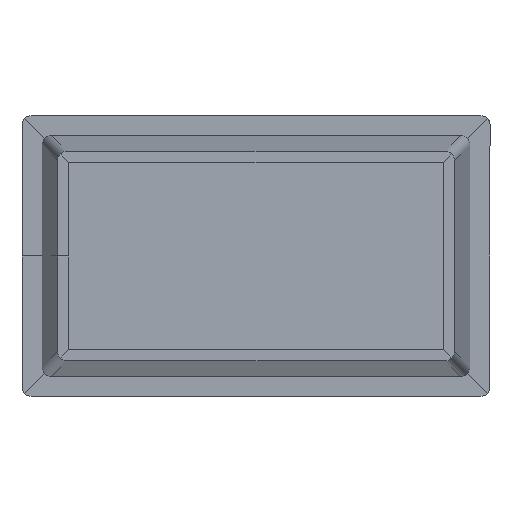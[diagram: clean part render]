
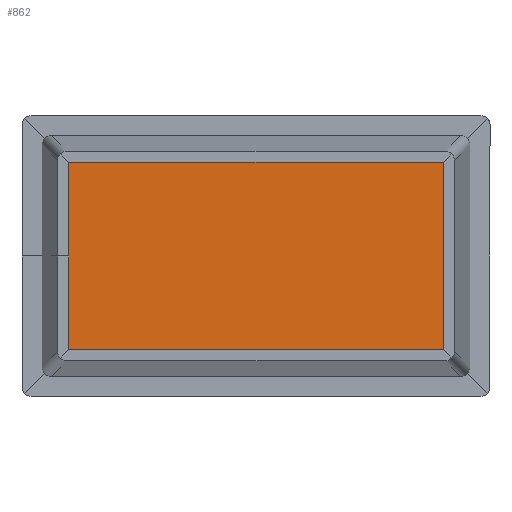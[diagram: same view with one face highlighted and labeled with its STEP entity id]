
A CAD part, front view. The second image highlights one B-rep face of the part: STEP entity #862.
In plain terms, the highlighted planar face has unit normal (0, -1, 0).
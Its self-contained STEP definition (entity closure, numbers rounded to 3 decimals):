
#6 = EDGE_CURVE ( 'NONE', #554, #1488, #272, .T. ) ;
#64 = EDGE_CURVE ( 'NONE', #2050, #554, #1785, .T. ) ;
#108 = CARTESIAN_POINT ( 'NONE',  ( -20., 20., 10. ) ) ;
#134 = AXIS2_PLACEMENT_3D ( 'NONE', #1027, #1839, #1661 ) ;
#158 = CARTESIAN_POINT ( 'NONE',  ( -20., 20., 0. ) ) ;
#216 = PLANE ( 'NONE',  #134 ) ;
#272 = LINE ( 'NONE', #108, #847 ) ;
#285 = VECTOR ( 'NONE', #1138, 1000. ) ;
#334 = VERTEX_POINT ( 'NONE', #158 ) ;
#367 = ORIENTED_EDGE ( 'NONE', *, *, #1044, .T. ) ;
#396 = EDGE_CURVE ( 'NONE', #334, #1085, #986, .T. ) ;
#435 = CARTESIAN_POINT ( 'NONE',  ( -20., 20., -10. ) ) ;
#503 = ORIENTED_EDGE ( 'NONE', *, *, #64, .T. ) ;
#554 = VERTEX_POINT ( 'NONE', #1822 ) ;
#564 = CARTESIAN_POINT ( 'NONE',  ( -20., 20., -10. ) ) ;
#739 = CARTESIAN_POINT ( 'NONE',  ( -20., 20., 10. ) ) ;
#744 = VECTOR ( 'NONE', #1449, 1000. ) ;
#749 = LINE ( 'NONE', #564, #2065 ) ;
#800 = CARTESIAN_POINT ( 'NONE',  ( 20., 20., -10. ) ) ;
#847 = VECTOR ( 'NONE', #1243, 1000. ) ;
#862 = ADVANCED_FACE ( 'NONE', ( #1006 ), #216, .F. ) ;
#881 = VECTOR ( 'NONE', #1902, 1000. ) ;
#986 = LINE ( 'NONE', #1619, #285 ) ;
#1006 = FACE_OUTER_BOUND ( 'NONE', #1354, .T. ) ;
#1010 = ORIENTED_EDGE ( 'NONE', *, *, #396, .T. ) ;
#1027 = CARTESIAN_POINT ( 'NONE',  ( 25.6, 20., 12. ) ) ;
#1044 = EDGE_CURVE ( 'NONE', #1488, #334, #749, .T. ) ;
#1085 = VERTEX_POINT ( 'NONE', #1866 ) ;
#1138 = DIRECTION ( 'NONE',  ( 0., 0., -1. ) ) ;
#1243 = DIRECTION ( 'NONE',  ( -1., 0., 0. ) ) ;
#1354 = EDGE_LOOP ( 'NONE', ( #367, #1010, #2073, #503, #1596 ) ) ;
#1384 = DIRECTION ( 'NONE',  ( 0., 0., -1. ) ) ;
#1449 = DIRECTION ( 'NONE',  ( 0., 0., 1. ) ) ;
#1488 = VERTEX_POINT ( 'NONE', #739 ) ;
#1499 = EDGE_CURVE ( 'NONE', #1085, #2050, #1892, .T. ) ;
#1596 = ORIENTED_EDGE ( 'NONE', *, *, #6, .T. ) ;
#1619 = CARTESIAN_POINT ( 'NONE',  ( -20., 20., -10. ) ) ;
#1661 = DIRECTION ( 'NONE',  ( 0., 0., 1. ) ) ;
#1785 = LINE ( 'NONE', #800, #744 ) ;
#1797 = CARTESIAN_POINT ( 'NONE',  ( 20., 20., -10. ) ) ;
#1822 = CARTESIAN_POINT ( 'NONE',  ( 20., 20., 10. ) ) ;
#1839 = DIRECTION ( 'NONE',  ( 0., 1., 0. ) ) ;
#1866 = CARTESIAN_POINT ( 'NONE',  ( -20., 20., -10. ) ) ;
#1892 = LINE ( 'NONE', #435, #881 ) ;
#1902 = DIRECTION ( 'NONE',  ( 1., 0., 0. ) ) ;
#2050 = VERTEX_POINT ( 'NONE', #1797 ) ;
#2065 = VECTOR ( 'NONE', #1384, 1000. ) ;
#2073 = ORIENTED_EDGE ( 'NONE', *, *, #1499, .T. ) ;
